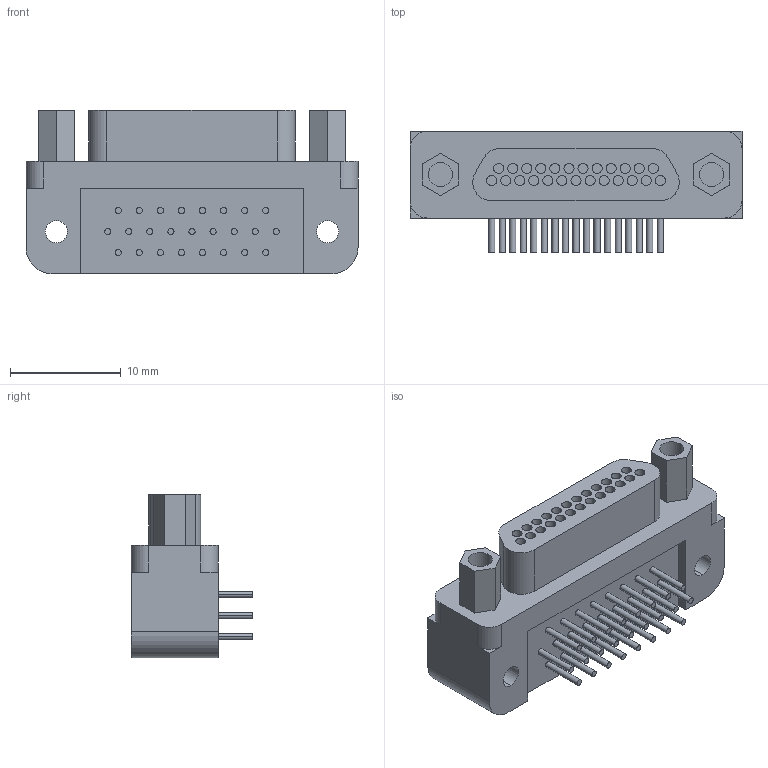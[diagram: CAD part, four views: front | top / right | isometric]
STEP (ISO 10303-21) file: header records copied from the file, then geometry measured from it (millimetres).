
FILE_DESCRIPTION(('STEP AP242'),'1');
FILE_NAME('gmr7590-25p1bsm.stp','2019-12-27T10:07:51',('TraceParts'),('TraceParts S.A.'),'Spatial InterOp 3D',' ',' ');
FILE_SCHEMA(('AP242_MANAGED_MODEL_BASED_3D_ENGINEERING_MIM_LF {1 0 10303 442 1 1 4}'));
Length unit declared in the file: millimetre
Products named in the file (1): gmr7590-25p1bsm
Bounding box: 30.01 x 11.01 x 14.78 mm (x, y, z)
Volume: 2554.4 mm3; surface area: 2313 mm2
Topology: 1 solids, 10 shells, 441 faces, 1053 edges, 702 vertices
Faces by surface type: plane 243, cylinder 124, bspline 74
Entity records: 20956 total; most frequent: CARTESIAN_POINT 7385, ORIENTED_EDGE 2106, DIRECTION 1889, EDGE_CURVE 1053, VERTEX_POINT 702, LINE 657, VECTOR 657, AXIS2_PLACEMENT_3D 616
